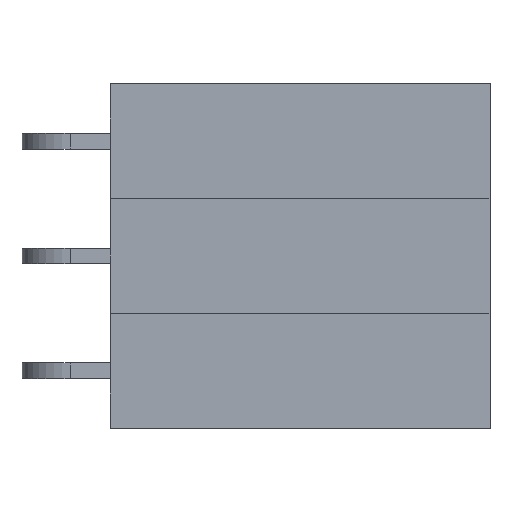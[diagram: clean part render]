
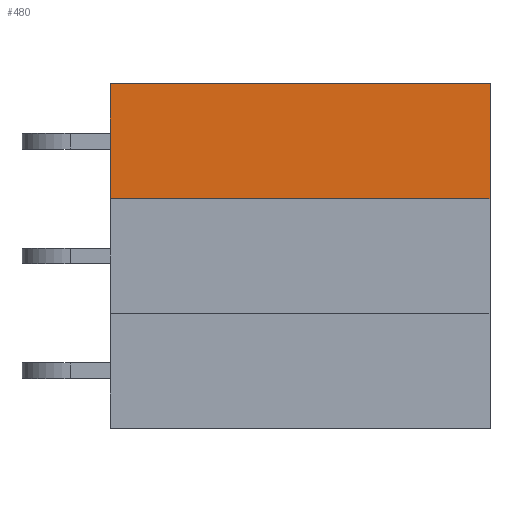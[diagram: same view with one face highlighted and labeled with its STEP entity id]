
A CAD part, front view. The second image highlights one B-rep face of the part: STEP entity #480.
In plain terms, the highlighted planar face has unit normal (0, -1, 0).
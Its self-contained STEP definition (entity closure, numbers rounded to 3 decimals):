
#92 = EDGE_LOOP ( 'NONE', ( #1078, #789, #395, #1985 ) ) ;
#161 = VERTEX_POINT ( 'NONE', #201 ) ;
#166 = CARTESIAN_POINT ( 'NONE',  ( 0., 0., 0. ) ) ;
#169 = VERTEX_POINT ( 'NONE', #1936 ) ;
#173 = CARTESIAN_POINT ( 'NONE',  ( 0., 0., 2.54 ) ) ;
#201 = CARTESIAN_POINT ( 'NONE',  ( 8.4, 0., 0. ) ) ;
#268 = CARTESIAN_POINT ( 'NONE',  ( 8.4, 0., 2.54 ) ) ;
#312 = DIRECTION ( 'NONE',  ( 1., 0., 0. ) ) ;
#321 = EDGE_CURVE ( 'NONE', #169, #161, #1479, .T. ) ;
#395 = ORIENTED_EDGE ( 'NONE', *, *, #1046, .F. ) ;
#447 = LINE ( 'NONE', #745, #864 ) ;
#480 = ADVANCED_FACE ( 'NONE', ( #1365 ), #1070, .F. ) ;
#498 = VECTOR ( 'NONE', #1674, 1000. ) ;
#525 = VECTOR ( 'NONE', #1473, 1000. ) ;
#612 = CARTESIAN_POINT ( 'NONE',  ( 0., 0., 2.54 ) ) ;
#687 = CARTESIAN_POINT ( 'NONE',  ( 0., 0., 0. ) ) ;
#745 = CARTESIAN_POINT ( 'NONE',  ( 0., 0., 2.54 ) ) ;
#768 = DIRECTION ( 'NONE',  ( 1., 0., 0. ) ) ;
#789 = ORIENTED_EDGE ( 'NONE', *, *, #321, .F. ) ;
#831 = VECTOR ( 'NONE', #768, 1000. ) ;
#864 = VECTOR ( 'NONE', #312, 1000. ) ;
#1046 = EDGE_CURVE ( 'NONE', #1866, #169, #447, .T. ) ;
#1052 = EDGE_CURVE ( 'NONE', #1724, #161, #1226, .T. ) ;
#1070 = PLANE ( 'NONE',  #1392 ) ;
#1078 = ORIENTED_EDGE ( 'NONE', *, *, #1052, .T. ) ;
#1179 = CARTESIAN_POINT ( 'NONE',  ( 0., 0., 2.54 ) ) ;
#1226 = LINE ( 'NONE', #166, #831 ) ;
#1365 = FACE_OUTER_BOUND ( 'NONE', #92, .T. ) ;
#1392 = AXIS2_PLACEMENT_3D ( 'NONE', #612, #1856, #1703 ) ;
#1457 = EDGE_CURVE ( 'NONE', #1866, #1724, #1928, .T. ) ;
#1473 = DIRECTION ( 'NONE',  ( 0., 0., -1. ) ) ;
#1479 = LINE ( 'NONE', #268, #498 ) ;
#1674 = DIRECTION ( 'NONE',  ( 0., 0., -1. ) ) ;
#1703 = DIRECTION ( 'NONE',  ( 0., 0., 1. ) ) ;
#1724 = VERTEX_POINT ( 'NONE', #687 ) ;
#1856 = DIRECTION ( 'NONE',  ( 0., 1., 0. ) ) ;
#1866 = VERTEX_POINT ( 'NONE', #173 ) ;
#1928 = LINE ( 'NONE', #1179, #525 ) ;
#1936 = CARTESIAN_POINT ( 'NONE',  ( 8.4, 0., 2.54 ) ) ;
#1985 = ORIENTED_EDGE ( 'NONE', *, *, #1457, .T. ) ;
